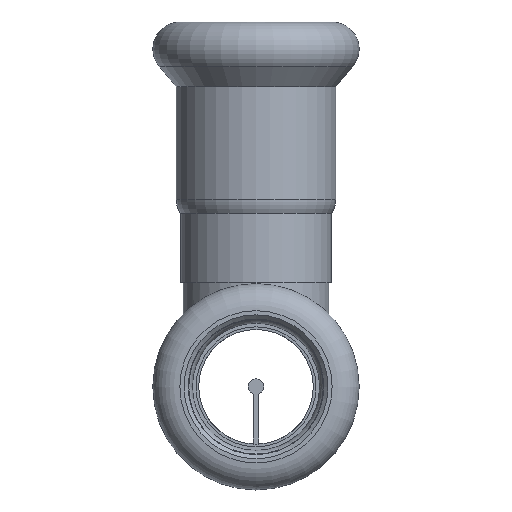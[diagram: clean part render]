
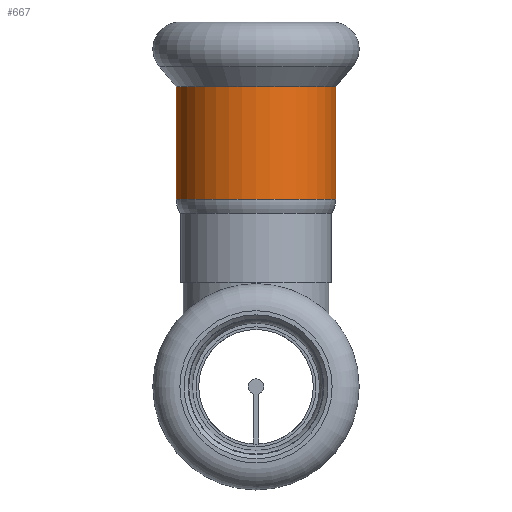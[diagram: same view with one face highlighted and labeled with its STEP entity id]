
A CAD part, left-side view. The second image highlights one B-rep face of the part: STEP entity #667.
In plain terms, the highlighted cylindrical face has radius 7.65 mm (diameter 15.3 mm), a full revolution.
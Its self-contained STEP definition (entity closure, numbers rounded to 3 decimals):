
#168=FACE_BOUND($,#302,.T.);
#213=FACE_OUTER_BOUND($,#301,.T.);
#301=EDGE_LOOP($,(#603));
#302=EDGE_LOOP($,(#604));
#336=CIRCLE($,#742,7.65);
#349=CIRCLE($,#769,7.65);
#393=VERTEX_POINT($,#1269);
#406=VERTEX_POINT($,#1309);
#459=EDGE_CURVE($,#393,#393,#336,.T.);
#472=EDGE_CURVE($,#406,#406,#349,.T.);
#603=ORIENTED_EDGE($,*,*,#459,.F.);
#604=ORIENTED_EDGE($,*,*,#472,.T.);
#619=CYLINDRICAL_SURFACE($,#770,7.65);
#667=ADVANCED_FACE($,(#213,#168),#619,.T.);
#742=AXIS2_PLACEMENT_3D($,#1270,#928,#929);
#769=AXIS2_PLACEMENT_3D($,#1310,#982,#983);
#770=AXIS2_PLACEMENT_3D($,#1311,#984,#985);
#928=DIRECTION('center_axis',(-1.,0.,0.));
#929=DIRECTION('ref_axis',(0.,0.,1.));
#982=DIRECTION('center_axis',(-1.,0.,0.));
#983=DIRECTION('ref_axis',(0.,0.,1.));
#984=DIRECTION('center_axis',(-1.,0.,0.));
#985=DIRECTION('ref_axis',(0.,0.,1.));
#1269=CARTESIAN_POINT('',(6.228,0.,7.65));
#1270=CARTESIAN_POINT('Origin',(6.228,0.,0.));
#1309=CARTESIAN_POINT('',(17.,0.,7.65));
#1310=CARTESIAN_POINT('Origin',(17.,0.,0.));
#1311=CARTESIAN_POINT('Origin',(11.614,0.,0.));
